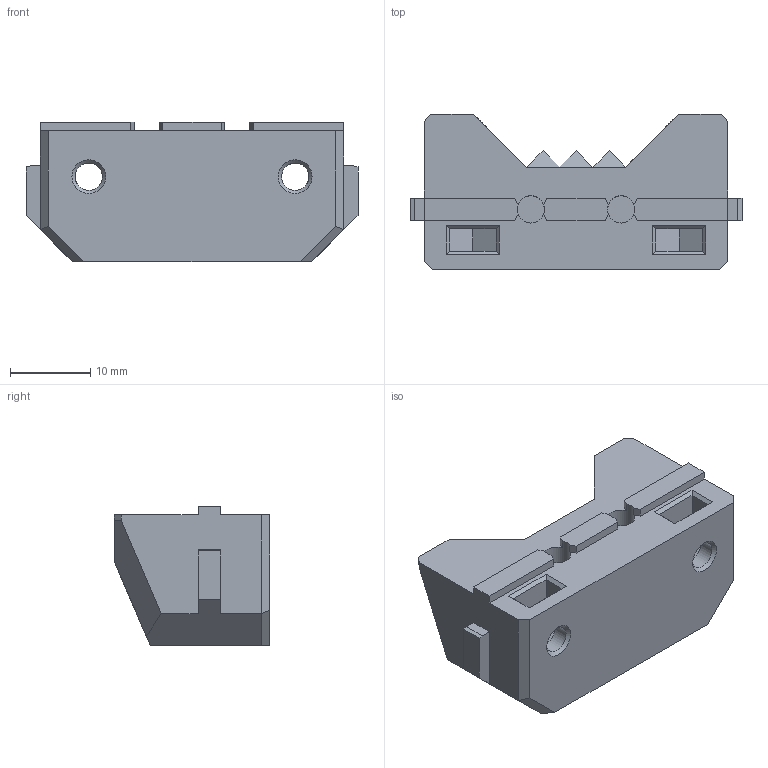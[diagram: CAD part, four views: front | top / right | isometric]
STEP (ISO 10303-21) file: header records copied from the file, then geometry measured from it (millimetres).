
FILE_DESCRIPTION(/* description */ (''),/* implementation_level */ '2;1');
FILE_NAME(/* name */ 'Micron_BZI_CounterSunk_Spacer.step',/* time_stamp */ '2023-09-01T07:47:52-07:00',/* author */ (''),/* organization */ (''),/* preprocessor_version */ 'ST-DEVELOPER v20',/* originating_system */ 'Autodesk Translation Framework v12.9.0.99',/* authorisation */ '');
FILE_SCHEMA (('AUTOMOTIVE_DESIGN { 1 0 10303 214 3 1 1 }'));
Length unit declared in the file: millimetre
Products named in the file (1): Idler_Body:1 (1)
Bounding box: 41.27 x 19.35 x 17.35 mm (x, y, z)
Volume: 8311 mm3; surface area: 4067.9 mm2
Topology: 3 solids, 3 shells, 150 faces, 402 edges, 262 vertices
Faces by surface type: plane 120, cylinder 28, cone 2
Full cylindrical faces by diameter (mm): 3.4 x6, 8.4 x2
Entity records: 4688 total; most frequent: CARTESIAN_POINT 815, ORIENTED_EDGE 804, DIRECTION 776, EDGE_CURVE 402, LINE 330, VECTOR 330, VERTEX_POINT 262, AXIS2_PLACEMENT_3D 223
